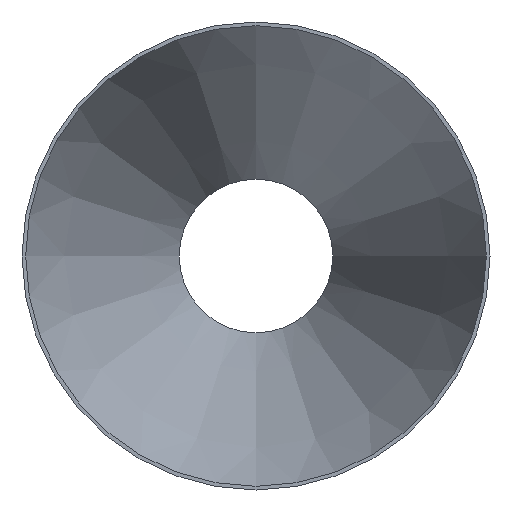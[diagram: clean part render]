
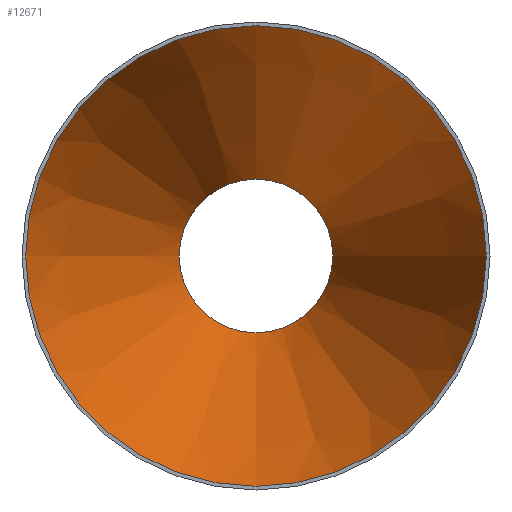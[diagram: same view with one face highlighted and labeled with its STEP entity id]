
A CAD part, front view. The second image highlights one B-rep face of the part: STEP entity #12671.
In plain terms, the highlighted conical face has half-angle 20.535 degrees and reference radius 199.996 mm.
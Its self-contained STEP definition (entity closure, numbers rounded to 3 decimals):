
#93 = DIRECTION ( 'NONE',  ( 0., 0., -1. ) ) ;
#641 = DIRECTION ( 'NONE',  ( 0., 0., -1. ) ) ;
#2413 = CONICAL_SURFACE ( 'NONE', #22536, 199.996, 0.358 ) ;
#4342 = DIRECTION ( 'NONE',  ( 0., -1., 0. ) ) ;
#6059 = AXIS2_PLACEMENT_3D ( 'NONE', #19914, #4342, #16957 ) ;
#6964 = CARTESIAN_POINT ( 'NONE',  ( 0., 356., -66.646 ) ) ;
#7548 = VERTEX_POINT ( 'NONE', #6964 ) ;
#7976 = CIRCLE ( 'NONE', #6059, 66.646 ) ;
#8647 = EDGE_CURVE ( 'NONE', #22525, #22525, #13896, .T. ) ;
#12652 = DIRECTION ( 'NONE',  ( 0., -1., 0. ) ) ;
#12671 = ADVANCED_FACE ( 'NONE', ( #27085, #18972 ), #2413, .F. ) ;
#12883 = DIRECTION ( 'NONE',  ( 0., -1., 0. ) ) ;
#13896 = CIRCLE ( 'NONE', #33328, 199.996 ) ;
#16957 = DIRECTION ( 'NONE',  ( 0., 0., -1. ) ) ;
#18972 = FACE_OUTER_BOUND ( 'NONE', #23219, .T. ) ;
#19914 = CARTESIAN_POINT ( 'NONE',  ( 0., 356., 0. ) ) ;
#22525 = VERTEX_POINT ( 'NONE', #34478 ) ;
#22536 = AXIS2_PLACEMENT_3D ( 'NONE', #33701, #12883, #93 ) ;
#23219 = EDGE_LOOP ( 'NONE', ( #28237 ) ) ;
#23356 = EDGE_CURVE ( 'NONE', #7548, #7548, #7976, .T. ) ;
#25910 = ORIENTED_EDGE ( 'NONE', *, *, #23356, .F. ) ;
#27085 = FACE_BOUND ( 'NONE', #29882, .T. ) ;
#28237 = ORIENTED_EDGE ( 'NONE', *, *, #8647, .T. ) ;
#29882 = EDGE_LOOP ( 'NONE', ( #25910 ) ) ;
#33328 = AXIS2_PLACEMENT_3D ( 'NONE', #36588, #12652, #641 ) ;
#33701 = CARTESIAN_POINT ( 'NONE',  ( 0., 0., 0. ) ) ;
#34478 = CARTESIAN_POINT ( 'NONE',  ( 0., 0., -199.996 ) ) ;
#36588 = CARTESIAN_POINT ( 'NONE',  ( 0., 0., 0. ) ) ;
